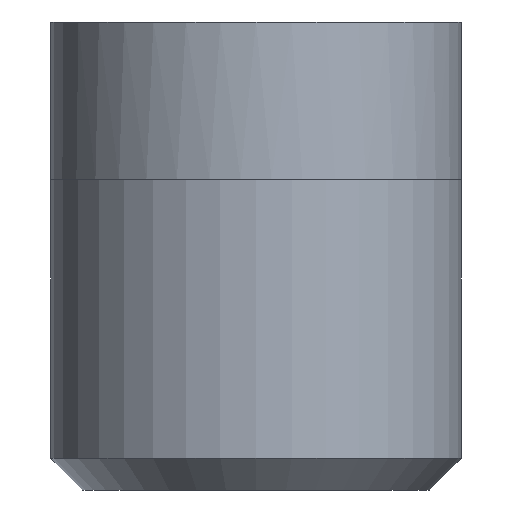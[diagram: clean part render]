
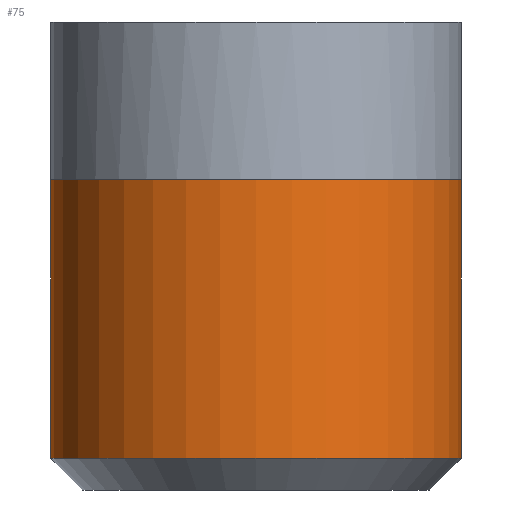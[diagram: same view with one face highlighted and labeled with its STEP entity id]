
A CAD part, front view. The second image highlights one B-rep face of the part: STEP entity #75.
In plain terms, the highlighted cylindrical face has radius 3.9 mm (diameter 7.8 mm), a partial arc.
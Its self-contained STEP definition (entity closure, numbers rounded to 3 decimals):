
#39 = EDGE_CURVE('',#40,#42,#44,.T.);
#40 = VERTEX_POINT('',#41);
#41 = CARTESIAN_POINT('',(3.9,-9.9,-2.2));
#42 = VERTEX_POINT('',#43);
#43 = CARTESIAN_POINT('',(3.9,-9.9,3.1));
#44 = LINE('',#45,#46);
#45 = CARTESIAN_POINT('',(3.9,-9.9,0.));
#46 = VECTOR('',#47,1.);
#47 = DIRECTION('',(0.,0.,1.));
#75 = ADVANCED_FACE('',(#76),#103,.T.);
#76 = FACE_BOUND('',#77,.F.);
#77 = EDGE_LOOP('',(#78,#88,#95,#96));
#78 = ORIENTED_EDGE('',*,*,#79,.F.);
#79 = EDGE_CURVE('',#80,#82,#84,.T.);
#80 = VERTEX_POINT('',#81);
#81 = CARTESIAN_POINT('',(-3.9,-9.9,3.1));
#82 = VERTEX_POINT('',#83);
#83 = CARTESIAN_POINT('',(-3.9,-9.9,-2.2));
#84 = LINE('',#85,#86);
#85 = CARTESIAN_POINT('',(-3.9,-9.9,0.));
#86 = VECTOR('',#87,1.);
#87 = DIRECTION('',(-0.,-0.,-1.));
#88 = ORIENTED_EDGE('',*,*,#89,.T.);
#89 = EDGE_CURVE('',#80,#42,#90,.T.);
#90 = CIRCLE('',#91,3.9);
#91 = AXIS2_PLACEMENT_3D('',#92,#93,#94);
#92 = CARTESIAN_POINT('',(0.,-9.9,3.1));
#93 = DIRECTION('',(0.,0.,1.));
#94 = DIRECTION('',(1.,0.,0.));
#95 = ORIENTED_EDGE('',*,*,#39,.F.);
#96 = ORIENTED_EDGE('',*,*,#97,.F.);
#97 = EDGE_CURVE('',#82,#40,#98,.T.);
#98 = CIRCLE('',#99,3.9);
#99 = AXIS2_PLACEMENT_3D('',#100,#101,#102);
#100 = CARTESIAN_POINT('',(0.,-9.9,-2.2));
#101 = DIRECTION('',(0.,0.,1.));
#102 = DIRECTION('',(-1.,0.,0.));
#103 = CYLINDRICAL_SURFACE('',#104,3.9);
#104 = AXIS2_PLACEMENT_3D('',#105,#106,#107);
#105 = CARTESIAN_POINT('',(0.,-9.9,0.));
#106 = DIRECTION('',(-0.,-0.,-1.));
#107 = DIRECTION('',(1.,0.,0.));
